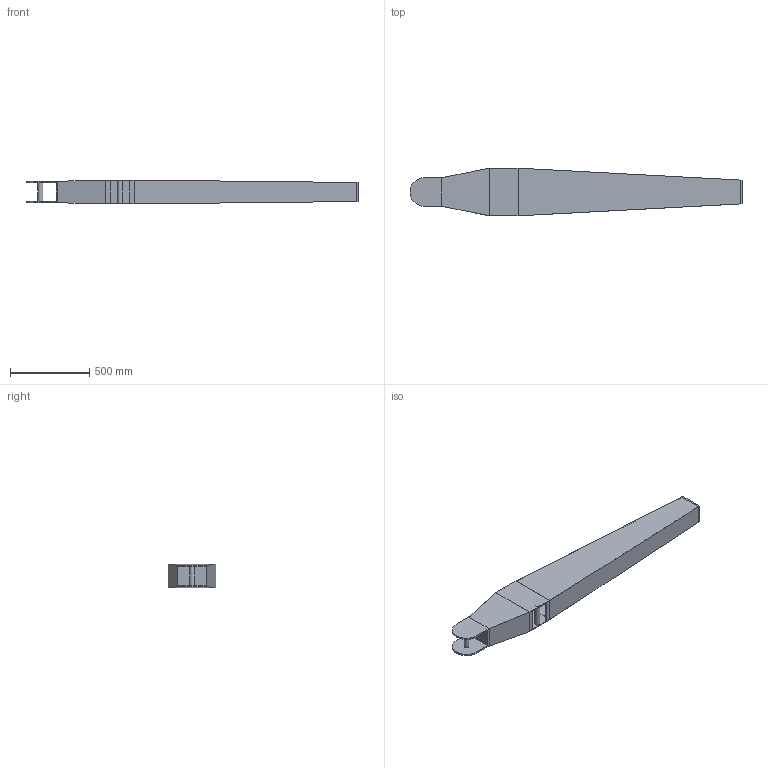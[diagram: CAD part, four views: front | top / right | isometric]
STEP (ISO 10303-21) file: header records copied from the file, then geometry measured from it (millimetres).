
FILE_DESCRIPTION( ( '' ), ' ' );
FILE_NAME( '5ccc67a3d7a653173d3910d8.step', '2019-05-03T16:09:07', ( '' ), ( '' ), ' ', ' ', ' ' );
FILE_SCHEMA( ( 'AUTOMOTIVE_DESIGN { 1 0 10303 214 1 1 1 1 }' ) );
Length unit declared in the file: metre
Products named in the file (1): Part 1
Bounding box: 2090 x 300 x 150 mm (x, y, z)
Volume: 7943217.9 mm3; surface area: 2938074.8 mm2
Topology: 1 solids, 1 shells, 45 faces, 102 edges, 60 vertices
Faces by surface type: plane 41, cylinder 4
Full cylindrical faces by diameter (mm): 30 x2
Entity records: 1586 total; most frequent: CARTESIAN_POINT 206, DIRECTION 200, ORIENTED_EDGE 200, EDGE_CURVE 100, LINE 92, VECTOR 92, VERTEX_POINT 60, AXIS2_PLACEMENT_3D 54
